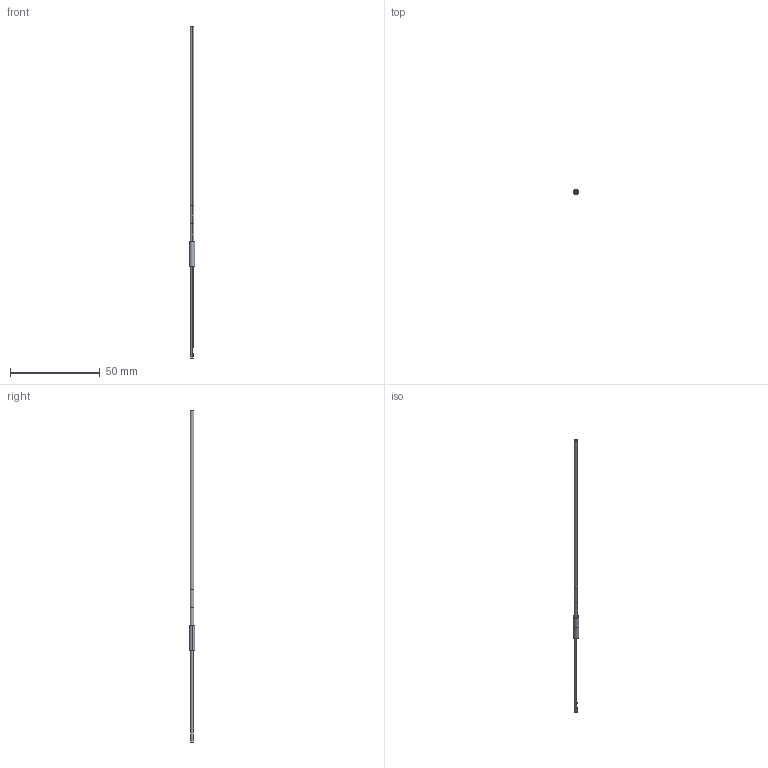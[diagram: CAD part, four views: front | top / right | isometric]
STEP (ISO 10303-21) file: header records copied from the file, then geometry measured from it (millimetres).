
FILE_DESCRIPTION((''),'2;1');
FILE_NAME('193366_ASM','2016-03-02T',('pdmadmin'),(''),'PRO/ENGINEER BY PARAMETRIC TECHNOLOGY CORPORATION, 2013230','PRO/ENGINEER BY PARAMETRIC TECHNOLOGY CORPORATION, 2013230','');
FILE_SCHEMA(('CONFIG_CONTROL_DESIGN'));
Length unit declared in the file: inch
Products named in the file (6): 35314; 51022; 34647; FIBER_CORE_1MM_45_DEG; 51789_ASM; 193366_ASM
Assembly tree (5 placements, depth 3):
  193366_ASM
    51789_ASM
      35314
      51022
      34647
      FIBER_CORE_1MM_45_DEG
Bounding box: 3.17 x 3.17 x 184.97 mm (x, y, z)
Volume: 562.1 mm3; surface area: 1941.5 mm2
Topology: 4 solids, 5 shells, 44 faces, 90 edges, 52 vertices
Faces by surface type: cylinder 24, plane 12, cone 4, bspline 4
Entity records: 1519 total; most frequent: CARTESIAN_POINT 409, DIRECTION 244, ORIENTED_EDGE 176, AXIS2_PLACEMENT_3D 103, EDGE_CURVE 90, VERTEX_POINT 52, EDGE_LOOP 48, CIRCLE 46
